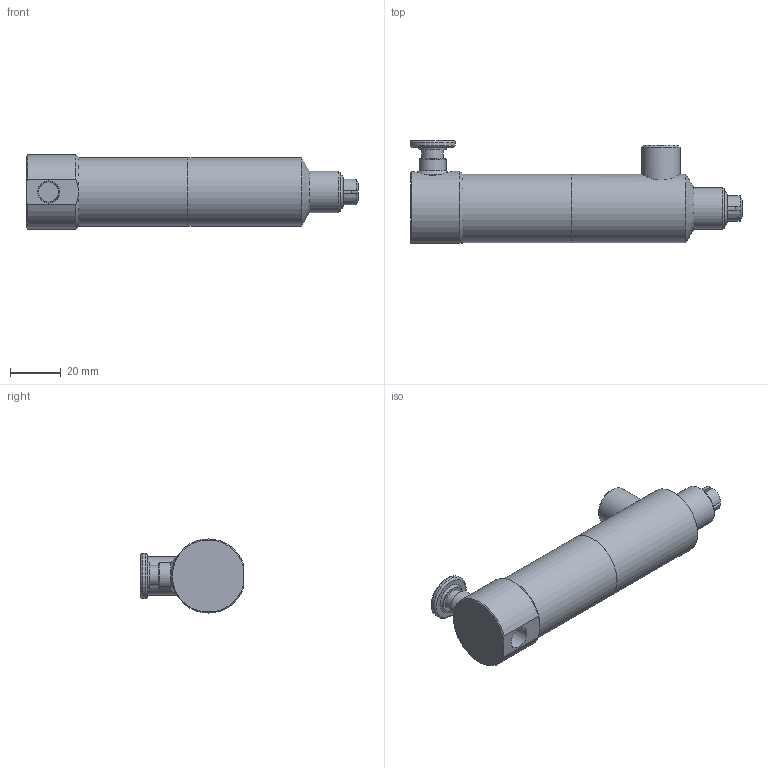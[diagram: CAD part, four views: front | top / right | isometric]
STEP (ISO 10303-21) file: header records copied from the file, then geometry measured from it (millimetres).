
FILE_DESCRIPTION(/* description */ (''),/* implementation_level */ '2;1');
FILE_NAME(/* name */ 'FNVR-022021.stp',/* time_stamp */ '2020-12-10T08:44:27-06:00',/* author */ ('scott.gulden'),/* organization */ ('FasTest,Inc.'),/* preprocessor_version */ 'ST-DEVELOPER v17.2',/* originating_system */ 'Autodesk Inventor 2019',/* authorisation */ '');
FILE_SCHEMA (('AUTOMOTIVE_DESIGN { 1 0 10303 214 3 1 1 }'));
Length unit declared in the file: inch
Products named in the file (1): FNVR-022021
Bounding box: 130.73 x 40.41 x 29.21 mm (x, y, z)
Volume: 68975.3 mm3; surface area: 15115.8 mm2
Topology: 2 solids, 2 shells, 105 faces, 316 edges, 217 vertices
Faces by surface type: plane 47, cone 25, cylinder 22, torus 10, sphere 1
Full cylindrical faces by diameter (mm): 7.95 x2, 8.382 x1, 10.668 x2, 13.411 x1, 13.716 x1, 15.189 x1, 16.383 x1, 17.78 x1, 24.943 x1, 26.924 x2
Entity records: 3876 total; most frequent: CARTESIAN_POINT 993, ORIENTED_EDGE 630, DIRECTION 584, EDGE_CURVE 315, AXIS2_PLACEMENT_3D 236, VERTEX_POINT 217, CIRCLE 130, EDGE_LOOP 121
